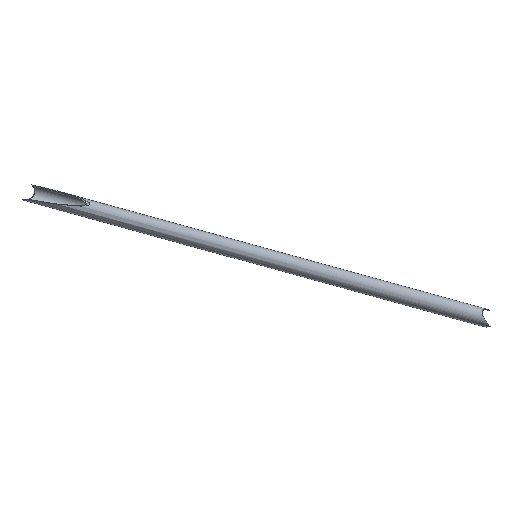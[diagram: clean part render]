
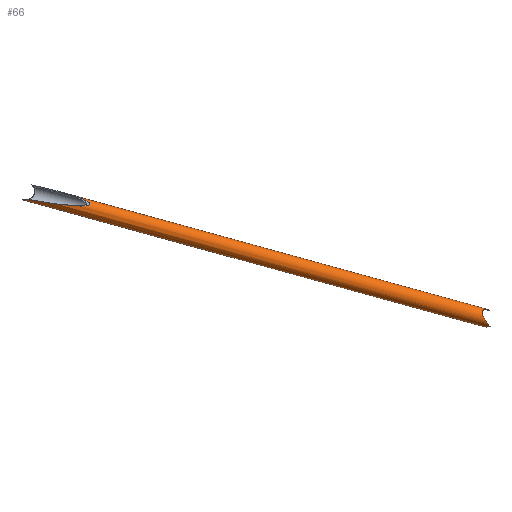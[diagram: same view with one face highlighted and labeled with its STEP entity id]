
A CAD part, top view. The second image highlights one B-rep face of the part: STEP entity #66.
In plain terms, the highlighted cylindrical face has radius 15 mm (diameter 30 mm), a partial arc.
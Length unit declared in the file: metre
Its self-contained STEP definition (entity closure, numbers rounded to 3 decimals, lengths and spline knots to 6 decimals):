
#66=ADVANCED_FACE('0:51',(#133),#134,.T.);
#133=FACE_OUTER_BOUND('',#198,.T.);
#134=CYLINDRICAL_SURFACE('',#199,0.015);
#198=EDGE_LOOP('',(#348,#349,#350,#351,#352,#353,#354,#355,#356,#357,#358,#359,#360,#361));
#199=AXIS2_PLACEMENT_3D('',#362,#363,#364);
#348=ORIENTED_EDGE('',*,*,#480,.T.);
#349=ORIENTED_EDGE('',*,*,#452,.T.);
#350=ORIENTED_EDGE('',*,*,#451,.T.);
#351=ORIENTED_EDGE('',*,*,#470,.T.);
#352=ORIENTED_EDGE('',*,*,#474,.T.);
#353=ORIENTED_EDGE('',*,*,#495,.T.);
#354=ORIENTED_EDGE('',*,*,#466,.T.);
#355=ORIENTED_EDGE('',*,*,#462,.T.);
#356=ORIENTED_EDGE('',*,*,#483,.T.);
#357=ORIENTED_EDGE('',*,*,#439,.T.);
#358=ORIENTED_EDGE('',*,*,#496,.F.);
#359=ORIENTED_EDGE('',*,*,#429,.F.);
#360=ORIENTED_EDGE('',*,*,#428,.F.);
#361=ORIENTED_EDGE('',*,*,#497,.F.);
#362=CARTESIAN_POINT('',(-1.441253,0.37,0.208208));
#363=DIRECTION('',(0.934,-0.256,-0.25));
#364=DIRECTION('',(0.265,0.964,0.));
#428=EDGE_CURVE('',#510,#513,#514,.T.);
#429=EDGE_CURVE('0:3126',#513,#515,#516,.T.);
#439=EDGE_CURVE('',#533,#531,#534,.T.);
#451=EDGE_CURVE('0:3076',#554,#552,#555,.T.);
#452=EDGE_CURVE('',#556,#554,#557,.T.);
#462=EDGE_CURVE('',#563,#572,#574,.T.);
#466=EDGE_CURVE('0:3086',#580,#563,#581,.T.);
#470=EDGE_CURVE('',#552,#586,#588,.T.);
#474=EDGE_CURVE('0:3054',#586,#591,#593,.T.);
#480=EDGE_CURVE('',#602,#556,#603,.T.);
#483=EDGE_CURVE('',#572,#533,#607,.T.);
#495=EDGE_CURVE('',#591,#580,#622,.T.);
#496=EDGE_CURVE('0:3070',#515,#531,#623,.F.);
#497=EDGE_CURVE('',#602,#510,#624,.T.);
#510=VERTEX_POINT('',#637);
#513=VERTEX_POINT('',#641);
#514=ELLIPSE('',#642,0.02632,0.015);
#515=VERTEX_POINT('',#643);
#516=ELLIPSE('',#644,0.02632,0.015);
#531=VERTEX_POINT('',#789);
#533=VERTEX_POINT('',#797);
#534=ELLIPSE('',#798,0.086028,0.015);
#552=VERTEX_POINT('',#990);
#554=VERTEX_POINT('',#993);
#555=B_SPLINE_CURVE_WITH_KNOTS('',3,(#994,#995,#996,#997,#998,#999,#1000,#1001),.UNSPECIFIED.,.F.,.F.,(4,1,1,1,1,4),(-1.,-0.875,-0.75,-0.5,-0.25,-0.0),.UNSPECIFIED.);
#556=VERTEX_POINT('',#1002);
#557=ELLIPSE('',#1003,0.113668,0.015);
#563=VERTEX_POINT('',#1067);
#572=VERTEX_POINT('',#1085);
#574=CIRCLE('',#1087,0.015162);
#580=VERTEX_POINT('',#1097);
#581=CIRCLE('',#1098,0.015162);
#586=VERTEX_POINT('',#1111);
#588=B_SPLINE_CURVE_WITH_KNOTS('',3,(#1113,#1114,#1115,#1116,#1117,#1118,#1119,#1120),.UNSPECIFIED.,.F.,.F.,(4,1,1,1,1,4),(-1.,-0.875,-0.75,-0.5,-0.25,-0.0),.UNSPECIFIED.);
#591=VERTEX_POINT('',#1181);
#593=B_SPLINE_CURVE_WITH_KNOTS('',3,(#1184,#1185,#1186,#1187,#1188),.UNSPECIFIED.,.F.,.F.,(4,1,4),(-1.0,-0.5,0.),.UNSPECIFIED.);
#602=VERTEX_POINT('',#1208);
#603=LINE('',#1209,#1210);
#607=LINE('',#1225,#1226);
#622=B_SPLINE_CURVE_WITH_KNOTS('',3,(#1288,#1289,#1290,#1291,#1292),.UNSPECIFIED.,.F.,.F.,(4,1,4),(-1.0,-0.5,0.),.UNSPECIFIED.);
#623=B_SPLINE_CURVE_WITH_KNOTS('',3,(#1293,#1294,#1295,#1296,#1297,#1298,#1299,#1300,#1301,#1302,#1303,#1304,#1305),.UNSPECIFIED.,.F.,.F.,(4,3,3,3,4),(0.017602,0.020427,0.022424,0.023614,0.025714),.UNSPECIFIED.);
#624=ELLIPSE('',#1306,0.02632,0.015);
#637=CARTESIAN_POINT('',(-0.665,0.164726,0.014308));
#641=CARTESIAN_POINT('',(-0.663358,0.157314,0.015506));
#642=AXIS2_PLACEMENT_3D('',#1397,#1398,#1399);
#643=CARTESIAN_POINT('',(-0.652393,0.141399,0.006112));
#644=AXIS2_PLACEMENT_3D('',#1400,#1401,#1402);
#789=CARTESIAN_POINT('',(-0.658792,0.139966,0.001168));
#797=CARTESIAN_POINT('',(-0.677112,0.144606,0.002597));
#798=AXIS2_PLACEMENT_3D('',#1410,#1411,#1412);
#990=CARTESIAN_POINT('',(-1.384281,0.347706,0.206511));
#993=CARTESIAN_POINT('',(-1.345846,0.34473,0.198197));
#994=CARTESIAN_POINT('',(-1.345846,0.34473,0.198197));
#995=CARTESIAN_POINT('',(-1.3496,0.344711,0.199192));
#996=CARTESIAN_POINT('',(-1.357155,0.345,0.201003));
#997=CARTESIAN_POINT('',(-1.372302,0.346211,0.204257));
#998=CARTESIAN_POINT('',(-1.391253,0.348502,0.207867));
#999=CARTESIAN_POINT('',(-1.41397,0.351989,0.211754));
#1000=CARTESIAN_POINT('',(-1.429088,0.354706,0.214105));
#1001=CARTESIAN_POINT('',(-1.436638,0.356153,0.215226));
#1002=CARTESIAN_POINT('',(-1.380095,0.368761,0.1929));
#1003=AXIS2_PLACEMENT_3D('',#1419,#1420,#1421);
#1067=CARTESIAN_POINT('',(-1.44417,0.355249,0.208238));
#1085=CARTESIAN_POINT('',(-1.444212,0.355257,0.207937));
#1087=AXIS2_PLACEMENT_3D('',#1435,#1436,#1437);
#1097=CARTESIAN_POINT('',(-1.444048,0.355257,0.209072));
#1098=AXIS2_PLACEMENT_3D('',#1439,#1440,#1441);
#1111=CARTESIAN_POINT('',(-1.436638,0.356153,0.215226));
#1113=CARTESIAN_POINT('',(-1.345846,0.34473,0.198197));
#1114=CARTESIAN_POINT('',(-1.3496,0.344711,0.199192));
#1115=CARTESIAN_POINT('',(-1.357155,0.345,0.201003));
#1116=CARTESIAN_POINT('',(-1.372302,0.346211,0.204257));
#1117=CARTESIAN_POINT('',(-1.391253,0.348502,0.207867));
#1118=CARTESIAN_POINT('',(-1.41397,0.351989,0.211754));
#1119=CARTESIAN_POINT('',(-1.429088,0.354706,0.214105));
#1120=CARTESIAN_POINT('',(-1.436638,0.356153,0.215226));
#1181=CARTESIAN_POINT('',(-1.443487,0.355166,0.209573));
#1184=CARTESIAN_POINT('',(-1.436638,0.356153,0.215226));
#1185=CARTESIAN_POINT('',(-1.437861,0.355615,0.214296));
#1186=CARTESIAN_POINT('',(-1.440371,0.354944,0.212293));
#1187=CARTESIAN_POINT('',(-1.442848,0.355034,0.210149));
#1188=CARTESIAN_POINT('',(-1.444048,0.355257,0.209072));
#1208=CARTESIAN_POINT('',(-0.657609,0.170361,-0.000497));
#1209=CARTESIAN_POINT('',(-1.437281,0.384465,0.208208));
#1210=VECTOR('',#1450,1.0);
#1225=CARTESIAN_POINT('',(-1.445225,0.355535,0.208208));
#1226=VECTOR('',#1454,1.0);
#1288=CARTESIAN_POINT('',(-1.436638,0.356153,0.215226));
#1289=CARTESIAN_POINT('',(-1.437861,0.355615,0.214296));
#1290=CARTESIAN_POINT('',(-1.440371,0.354944,0.212293));
#1291=CARTESIAN_POINT('',(-1.442848,0.355034,0.210149));
#1292=CARTESIAN_POINT('',(-1.444048,0.355257,0.209072));
#1293=CARTESIAN_POINT('',(-0.658792,0.139966,0.001168));
#1294=CARTESIAN_POINT('',(-0.658323,0.14006,0.002033));
#1295=CARTESIAN_POINT('',(-0.657719,0.140214,0.002835));
#1296=CARTESIAN_POINT('',(-0.657023,0.140395,0.003521));
#1297=CARTESIAN_POINT('',(-0.656531,0.140524,0.004006));
#1298=CARTESIAN_POINT('',(-0.655994,0.140665,0.004434));
#1299=CARTESIAN_POINT('',(-0.655438,0.140801,0.004795));
#1300=CARTESIAN_POINT('',(-0.655106,0.140883,0.00501));
#1301=CARTESIAN_POINT('',(-0.654771,0.140962,0.0052));
#1302=CARTESIAN_POINT('',(-0.654414,0.141039,0.005376));
#1303=CARTESIAN_POINT('',(-0.653784,0.141177,0.005686));
#1304=CARTESIAN_POINT('',(-0.653101,0.141306,0.005938));
#1305=CARTESIAN_POINT('',(-0.652393,0.141399,0.006112));
#1306=AXIS2_PLACEMENT_3D('',#1468,#1469,#1470);
#1397=CARTESIAN_POINT('',(-0.65,0.152716,-0.003597));
#1398=DIRECTION('',(0.819,0.264,0.509));
#1399=DIRECTION('',(0.568,-0.495,-0.657));
#1400=CARTESIAN_POINT('',(-0.65,0.152716,-0.003597));
#1401=DIRECTION('',(0.819,0.264,0.509));
#1402=DIRECTION('',(0.568,-0.495,-0.657));
#1410=CARTESIAN_POINT('',(-0.65,0.152716,-0.003597));
#1411=DIRECTION('',(0.14,0.26,0.955));
#1412=DIRECTION('',(0.973,-0.214,-0.085));
#1419=CARTESIAN_POINT('',(-1.441253,0.37,0.208208));
#1420=DIRECTION('',(-0.22,-0.498,-0.839));
#1421=DIRECTION('',(0.971,-0.192,-0.141));
#1435=CARTESIAN_POINT('',(-1.441246,0.370126,0.20809));
#1436=DIRECTION('',(0.971,-0.192,-0.141));
#1437=DIRECTION('',(-0.185,-0.981,0.065));
#1439=CARTESIAN_POINT('',(-1.441246,0.370126,0.20809));
#1440=DIRECTION('',(0.971,-0.192,-0.141));
#1441=DIRECTION('',(-0.185,-0.981,0.065));
#1450=DIRECTION('',(-0.934,0.256,0.25));
#1454=DIRECTION('',(0.934,-0.256,-0.25));
#1468=CARTESIAN_POINT('',(-0.65,0.152716,-0.003597));
#1469=DIRECTION('',(0.819,0.264,0.509));
#1470=DIRECTION('',(0.568,-0.495,-0.657));
